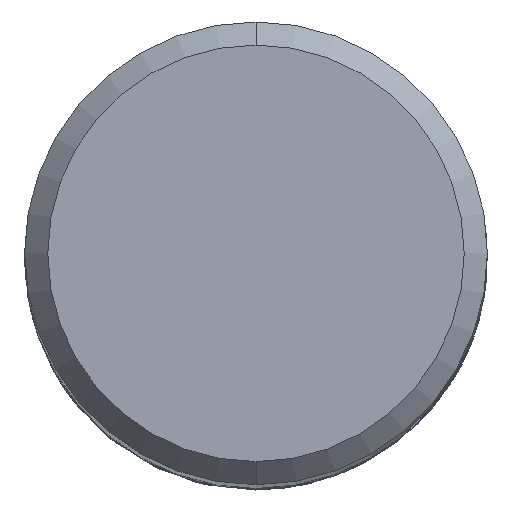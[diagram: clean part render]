
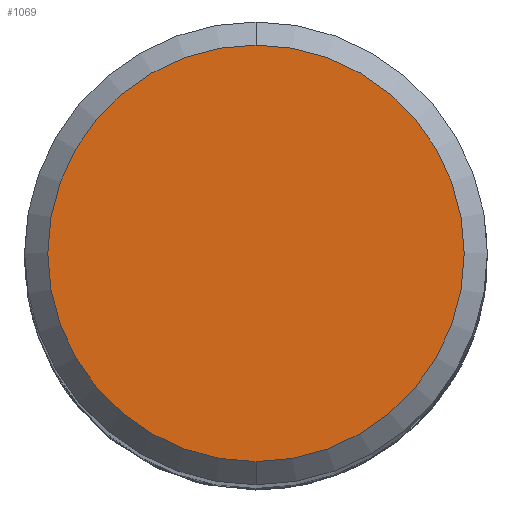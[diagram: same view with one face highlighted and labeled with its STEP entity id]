
A CAD part, top view. The second image highlights one B-rep face of the part: STEP entity #1069.
In plain terms, the highlighted planar face has unit normal (0, 0, 1).
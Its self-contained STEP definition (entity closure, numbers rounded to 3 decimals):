
#557=VERTEX_POINT('',#1463);
#721=EDGE_CURVE('',#993,#557,#1647,.T.);
#993=VERTEX_POINT('',#1944);
#1069=ADVANCED_FACE('',(#2026),#2027,.T.);
#1347=EDGE_CURVE('',#557,#993,#2327,.T.);
#1463=CARTESIAN_POINT('',(0.,-4.5,0.0));
#1647=CIRCLE('',#4818,4.5);
#1944=CARTESIAN_POINT('',(0.0,4.5,0.0));
#2026=FACE_OUTER_BOUND('',#9878,.T.);
#2027=PLANE('',#9879);
#2327=CIRCLE('',#13438,4.5);
#4818=AXIS2_PLACEMENT_3D('',#13769,#13770,#13771);
#9878=EDGE_LOOP('',(#14115,#14116));
#9879=AXIS2_PLACEMENT_3D('',#14117,#14118,#14119);
#13438=AXIS2_PLACEMENT_3D('',#14374,#14375,#14376);
#13769=CARTESIAN_POINT('',(0.0,0.0,0.0));
#13770=DIRECTION('',(0.0,0.0,-1.0));
#13771=DIRECTION('',(0.0,1.0,0.0));
#14115=ORIENTED_EDGE('',*,*,#721,.F.);
#14116=ORIENTED_EDGE('',*,*,#1347,.F.);
#14117=CARTESIAN_POINT('',(0.0,2.25,0.0));
#14118=DIRECTION('',(-0.0,0.0,1.0));
#14119=DIRECTION('',(0.0,-1.0,0.0));
#14374=CARTESIAN_POINT('',(0.0,0.0,0.0));
#14375=DIRECTION('',(0.0,0.0,-1.0));
#14376=DIRECTION('',(0.0,1.0,0.0));
